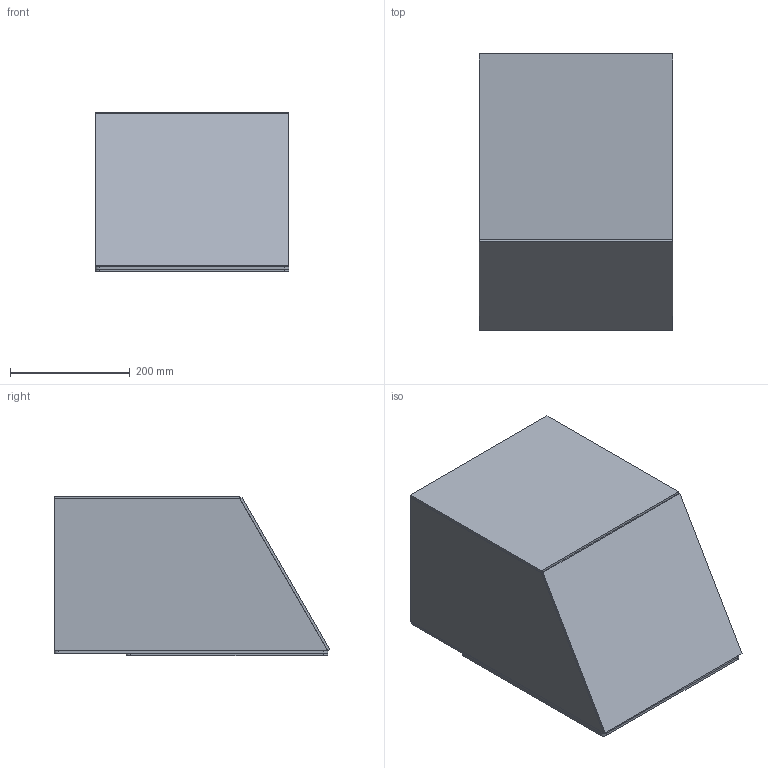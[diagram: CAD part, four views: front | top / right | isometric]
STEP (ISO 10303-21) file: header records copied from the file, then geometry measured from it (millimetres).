
FILE_DESCRIPTION (( 'STEP AP203' ), '1' );
FILE_NAME ('Enclosure Assembly.STEP', '2016-04-08T19:51:32', ( '' ), ( '' ), 'SwSTEP 2.0', 'SolidWorks 2013', '' );
FILE_SCHEMA (( 'CONFIG_CONTROL_DESIGN' ));
Length unit declared in the file: inch
Products named in the file (7): enclosure base; top; Sides; front; back; enclosure box bottom; Enclosure Assembly
Assembly tree (7 placements, depth 2):
  Enclosure Assembly
    enclosure base
    Sides  x2
    enclosure box bottom
    back
    front
    top
Bounding box: 323.85 x 460.96 x 267.03 mm (x, y, z)
Volume: 2456654.6 mm3; surface area: 1181621.3 mm2
Topology: 7 solids, 7 shells, 88 faces, 222 edges, 148 vertices
Faces by surface type: plane 56, cylinder 32
Entity records: 3149 total; most frequent: DIRECTION 430, CARTESIAN_POINT 418, ORIENTED_EDGE 396, EDGE_CURVE 198, AXIS2_PLACEMENT_3D 144, LINE 142, VECTOR 142, VERTEX_POINT 132
